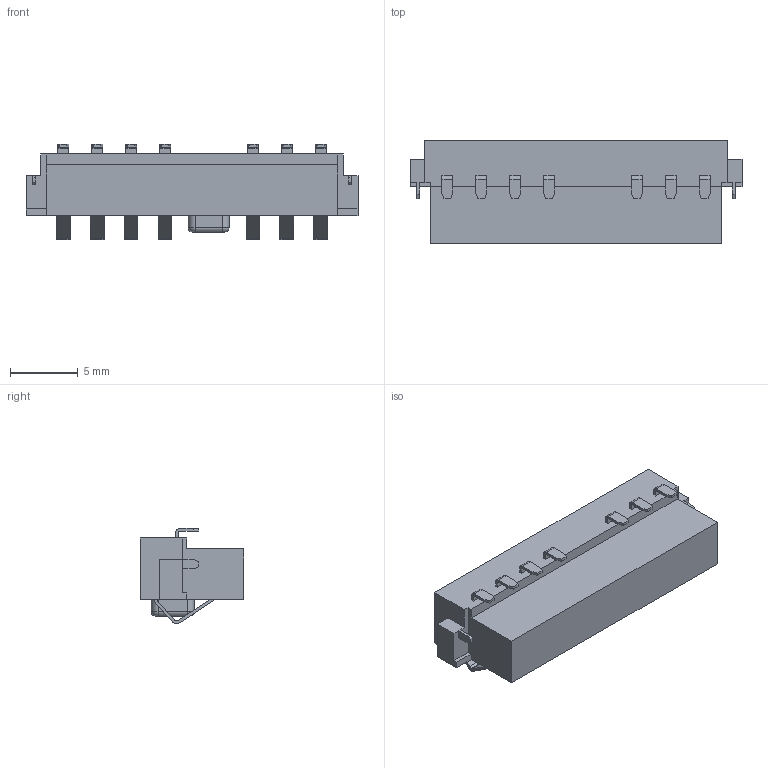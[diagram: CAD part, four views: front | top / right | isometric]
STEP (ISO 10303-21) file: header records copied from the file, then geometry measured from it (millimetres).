
FILE_DESCRIPTION(('CoCreate Modeling STEP Export'),'2;1');
FILE_NAME('WB2515H-07XXX.stp','2021-10-12T14:57:17',(''),(''),'CoCreate Modeling STEP processor for AP214 (Solid Model)','CoCreate Modeling 16.00 13-May-2008 (C) Parametric Technology GmbH','');
FILE_SCHEMA(('AUTOMOTIVE_DESIGN { 1 0 10303 214 1 1 1 1 }'));
Length unit declared in the file: millimetre
Products named in the file (3): WB2515H-07XXX; WB2515H-07
Assembly tree (2 placements, depth 2):
  WB2515H-07XXX
    WB2515H-07
    WB2515H-07XXX
Bounding box: 24.46 x 7.6 x 7 mm (x, y, z)
Volume: 713.8 mm3; surface area: 749.7 mm2
Topology: 1 solids, 1 shells, 212 faces, 729 edges, 658 vertices
Faces by surface type: plane 144, cylinder 64, torus 4
Entity records: 7604 total; most frequent: CARTESIAN_POINT 1372, DIRECTION 1255, ORIENTED_EDGE 1196, EDGE_CURVE 598, VECTOR 517, LINE 517, VERTEX_POINT 396, AXIS2_PLACEMENT_3D 369
